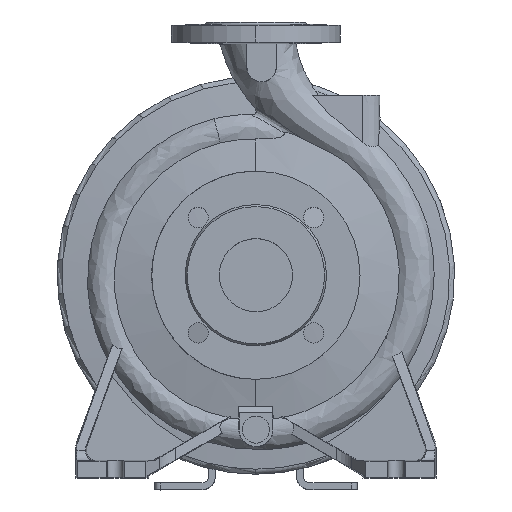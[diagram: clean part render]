
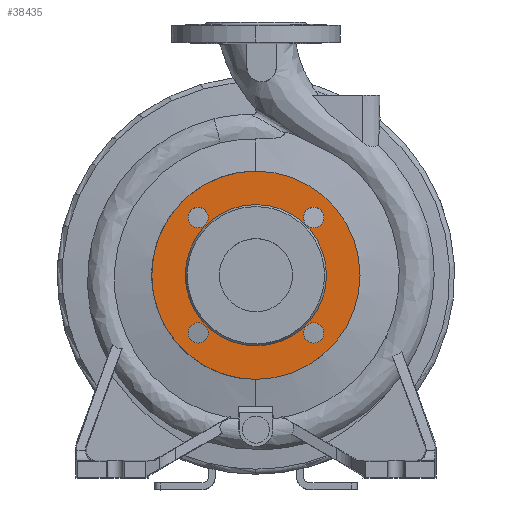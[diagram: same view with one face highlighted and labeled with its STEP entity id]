
A CAD part, top view. The second image highlights one B-rep face of the part: STEP entity #38435.
In plain terms, the highlighted face is planar.
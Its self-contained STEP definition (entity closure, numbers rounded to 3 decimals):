
#2353 = CIRCLE ( 'NONE', #88867, 62.732 ) ;
#2443 = CIRCLE ( 'NONE', #31328, 9. ) ;
#3818 = DIRECTION ( 'NONE',  ( 0., 0., -1. ) ) ;
#4386 = VERTEX_POINT ( 'NONE', #108728 ) ;
#4476 = EDGE_LOOP ( 'NONE', ( #69781, #125873 ) ) ;
#4616 = DIRECTION ( 'NONE',  ( -1., 0., 0. ) ) ;
#6146 = DIRECTION ( 'NONE',  ( -1., 0., 0. ) ) ;
#6244 = FACE_BOUND ( 'NONE', #38462, .T. ) ;
#6969 = EDGE_LOOP ( 'NONE', ( #15862, #38843 ) ) ;
#8248 = CARTESIAN_POINT ( 'NONE',  ( 66.115, -93.672, -277.442 ) ) ;
#8470 = AXIS2_PLACEMENT_3D ( 'NONE', #28008, #20083, #59970 ) ;
#10126 = EDGE_CURVE ( 'NONE', #128694, #117948, #102795, .T. ) ;
#10504 = DIRECTION ( 'NONE',  ( 0., 0., -1. ) ) ;
#10631 = VERTEX_POINT ( 'NONE', #27872 ) ;
#11756 = VERTEX_POINT ( 'NONE', #86980 ) ;
#13773 = CARTESIAN_POINT ( 'NONE',  ( 66.115, -93.672, -369.942 ) ) ;
#15314 = CARTESIAN_POINT ( 'NONE',  ( 66.115, -144.938, -217.177 ) ) ;
#15368 = DIRECTION ( 'NONE',  ( 0., 0., -1. ) ) ;
#15862 = ORIENTED_EDGE ( 'NONE', *, *, #45859, .T. ) ;
#17360 = VERTEX_POINT ( 'NONE', #110884 ) ;
#17508 = EDGE_CURVE ( 'NONE', #10631, #121229, #2353, .T. ) ;
#17800 = CARTESIAN_POINT ( 'NONE',  ( 66.115, -42.407, -217.177 ) ) ;
#18046 = FACE_BOUND ( 'NONE', #6969, .T. ) ;
#18051 = CIRCLE ( 'NONE', #102421, 92.5 ) ;
#19132 = EDGE_LOOP ( 'NONE', ( #126843, #69024 ) ) ;
#19660 = EDGE_CURVE ( 'NONE', #130702, #54547, #18051, .T. ) ;
#20083 = DIRECTION ( 'NONE',  ( -1., 0., 0. ) ) ;
#22124 = AXIS2_PLACEMENT_3D ( 'NONE', #69554, #35541, #57763 ) ;
#24519 = DIRECTION ( 'NONE',  ( 0., 0., 1. ) ) ;
#25021 = EDGE_CURVE ( 'NONE', #79465, #4386, #118079, .T. ) ;
#27872 = CARTESIAN_POINT ( 'NONE',  ( 66.115, -93.672, -340.174 ) ) ;
#28008 = CARTESIAN_POINT ( 'NONE',  ( 66.115, -42.408, -328.708 ) ) ;
#30464 = DIRECTION ( 'NONE',  ( 0., 0., 1. ) ) ;
#31328 = AXIS2_PLACEMENT_3D ( 'NONE', #80682, #110633, #15368 ) ;
#32386 = CARTESIAN_POINT ( 'NONE',  ( 66.115, -42.408, -319.708 ) ) ;
#34381 = CARTESIAN_POINT ( 'NONE',  ( 66.115, -144.937, -337.708 ) ) ;
#35167 = CIRCLE ( 'NONE', #8470, 9. ) ;
#35541 = DIRECTION ( 'NONE',  ( -1., 0., 0. ) ) ;
#37754 = CIRCLE ( 'NONE', #55496, 62.732 ) ;
#38262 = DIRECTION ( 'NONE',  ( -1., 0., 0. ) ) ;
#38435 = ADVANCED_FACE ( 'NONE', ( #6244, #48670, #18046, #136214, #123083, #80611 ), #39591, .F. ) ;
#38462 = EDGE_LOOP ( 'NONE', ( #42738, #81719 ) ) ;
#38843 = ORIENTED_EDGE ( 'NONE', *, *, #105744, .T. ) ;
#39591 = PLANE ( 'NONE',  #118962 ) ;
#41883 = CARTESIAN_POINT ( 'NONE',  ( 66.115, -144.938, -235.177 ) ) ;
#42526 = EDGE_CURVE ( 'NONE', #54547, #130702, #93990, .T. ) ;
#42738 = ORIENTED_EDGE ( 'NONE', *, *, #63010, .T. ) ;
#45390 = DIRECTION ( 'NONE',  ( 1., 0., 0. ) ) ;
#45859 = EDGE_CURVE ( 'NONE', #17360, #61244, #98568, .T. ) ;
#47619 = CARTESIAN_POINT ( 'NONE',  ( 66.115, -42.408, -328.708 ) ) ;
#47924 = ORIENTED_EDGE ( 'NONE', *, *, #88722, .T. ) ;
#48670 = FACE_BOUND ( 'NONE', #132801, .T. ) ;
#48783 = CIRCLE ( 'NONE', #22124, 9. ) ;
#48863 = AXIS2_PLACEMENT_3D ( 'NONE', #56687, #99078, #3818 ) ;
#49258 = DIRECTION ( 'NONE',  ( 0., 0., -1. ) ) ;
#51024 = CIRCLE ( 'NONE', #48863, 9. ) ;
#52808 = ORIENTED_EDGE ( 'NONE', *, *, #81703, .T. ) ;
#54547 = VERTEX_POINT ( 'NONE', #13773 ) ;
#55496 = AXIS2_PLACEMENT_3D ( 'NONE', #8248, #136839, #30464 ) ;
#56687 = CARTESIAN_POINT ( 'NONE',  ( 66.115, -144.937, -328.708 ) ) ;
#57763 = DIRECTION ( 'NONE',  ( 0., 0., -1. ) ) ;
#59794 = DIRECTION ( 'NONE',  ( 0., 0., -1. ) ) ;
#59970 = DIRECTION ( 'NONE',  ( 0., 0., -1. ) ) ;
#60204 = CIRCLE ( 'NONE', #117937, 9. ) ;
#60466 = DIRECTION ( 'NONE',  ( -1., 0., 0. ) ) ;
#61244 = VERTEX_POINT ( 'NONE', #32386 ) ;
#63010 = EDGE_CURVE ( 'NONE', #117948, #128694, #60204, .T. ) ;
#64130 = DIRECTION ( 'NONE',  ( -1., 0., 0. ) ) ;
#69024 = ORIENTED_EDGE ( 'NONE', *, *, #19660, .F. ) ;
#69272 = DIRECTION ( 'NONE',  ( 0., 0., -1. ) ) ;
#69554 = CARTESIAN_POINT ( 'NONE',  ( 66.115, -42.407, -226.177 ) ) ;
#69781 = ORIENTED_EDGE ( 'NONE', *, *, #86537, .F. ) ;
#70230 = CARTESIAN_POINT ( 'NONE',  ( 66.115, -144.938, -226.177 ) ) ;
#73864 = AXIS2_PLACEMENT_3D ( 'NONE', #70230, #38262, #59794 ) ;
#76903 = CARTESIAN_POINT ( 'NONE',  ( 66.115, -93.672, -184.942 ) ) ;
#79465 = VERTEX_POINT ( 'NONE', #34381 ) ;
#80611 = FACE_OUTER_BOUND ( 'NONE', #19132, .T. ) ;
#80682 = CARTESIAN_POINT ( 'NONE',  ( 66.115, -42.407, -226.177 ) ) ;
#81703 = EDGE_CURVE ( 'NONE', #135923, #11756, #2443, .T. ) ;
#81719 = ORIENTED_EDGE ( 'NONE', *, *, #10126, .T. ) ;
#85430 = EDGE_CURVE ( 'NONE', #11756, #135923, #48783, .T. ) ;
#86537 = EDGE_CURVE ( 'NONE', #121229, #10631, #37754, .T. ) ;
#86980 = CARTESIAN_POINT ( 'NONE',  ( 66.115, -42.407, -235.177 ) ) ;
#88722 = EDGE_CURVE ( 'NONE', #4386, #79465, #51024, .T. ) ;
#88867 = AXIS2_PLACEMENT_3D ( 'NONE', #107980, #45390, #24519 ) ;
#93355 = DIRECTION ( 'NONE',  ( 0., 0., -1. ) ) ;
#93990 = CIRCLE ( 'NONE', #102986, 92.5 ) ;
#95272 = CARTESIAN_POINT ( 'NONE',  ( 66.115, -93.672, -277.442 ) ) ;
#95960 = DIRECTION ( 'NONE',  ( -1., 0., 0. ) ) ;
#96353 = AXIS2_PLACEMENT_3D ( 'NONE', #47619, #120659, #133134 ) ;
#98568 = CIRCLE ( 'NONE', #96353, 9. ) ;
#99078 = DIRECTION ( 'NONE',  ( -1., 0., 0. ) ) ;
#99875 = CARTESIAN_POINT ( 'NONE',  ( 66.115, -93.672, -277.442 ) ) ;
#102421 = AXIS2_PLACEMENT_3D ( 'NONE', #99875, #4616, #69272 ) ;
#102795 = CIRCLE ( 'NONE', #73864, 9. ) ;
#102986 = AXIS2_PLACEMENT_3D ( 'NONE', #95272, #95960, #10504 ) ;
#104217 = CARTESIAN_POINT ( 'NONE',  ( 66.115, 91.328, -462.442 ) ) ;
#104778 = AXIS2_PLACEMENT_3D ( 'NONE', #132697, #6146, #49258 ) ;
#105175 = CARTESIAN_POINT ( 'NONE',  ( 66.115, -144.938, -226.177 ) ) ;
#105744 = EDGE_CURVE ( 'NONE', #61244, #17360, #35167, .T. ) ;
#107980 = CARTESIAN_POINT ( 'NONE',  ( 66.115, -93.672, -277.442 ) ) ;
#108728 = CARTESIAN_POINT ( 'NONE',  ( 66.115, -144.937, -319.708 ) ) ;
#109039 = EDGE_LOOP ( 'NONE', ( #130206, #52808 ) ) ;
#110633 = DIRECTION ( 'NONE',  ( -1., 0., 0. ) ) ;
#110884 = CARTESIAN_POINT ( 'NONE',  ( 66.115, -42.408, -337.708 ) ) ;
#117937 = AXIS2_PLACEMENT_3D ( 'NONE', #105175, #64130, #93355 ) ;
#117948 = VERTEX_POINT ( 'NONE', #41883 ) ;
#118079 = CIRCLE ( 'NONE', #104778, 9. ) ;
#118962 = AXIS2_PLACEMENT_3D ( 'NONE', #104217, #60466, #124430 ) ;
#120659 = DIRECTION ( 'NONE',  ( -1., 0., 0. ) ) ;
#121229 = VERTEX_POINT ( 'NONE', #125584 ) ;
#123083 = FACE_BOUND ( 'NONE', #4476, .T. ) ;
#124430 = DIRECTION ( 'NONE',  ( 0., 0., 1. ) ) ;
#125584 = CARTESIAN_POINT ( 'NONE',  ( 66.115, -93.672, -214.71 ) ) ;
#125873 = ORIENTED_EDGE ( 'NONE', *, *, #17508, .F. ) ;
#126843 = ORIENTED_EDGE ( 'NONE', *, *, #42526, .F. ) ;
#128694 = VERTEX_POINT ( 'NONE', #15314 ) ;
#130206 = ORIENTED_EDGE ( 'NONE', *, *, #85430, .T. ) ;
#130702 = VERTEX_POINT ( 'NONE', #76903 ) ;
#132697 = CARTESIAN_POINT ( 'NONE',  ( 66.115, -144.937, -328.708 ) ) ;
#132801 = EDGE_LOOP ( 'NONE', ( #135584, #47924 ) ) ;
#133134 = DIRECTION ( 'NONE',  ( 0., 0., -1. ) ) ;
#135584 = ORIENTED_EDGE ( 'NONE', *, *, #25021, .T. ) ;
#135923 = VERTEX_POINT ( 'NONE', #17800 ) ;
#136214 = FACE_BOUND ( 'NONE', #109039, .T. ) ;
#136839 = DIRECTION ( 'NONE',  ( 1., 0., 0. ) ) ;
